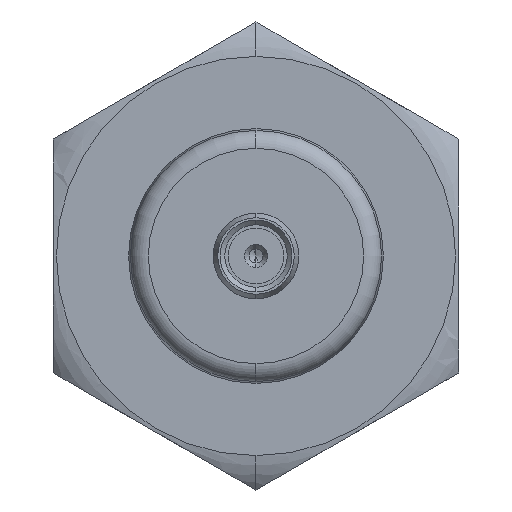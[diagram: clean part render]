
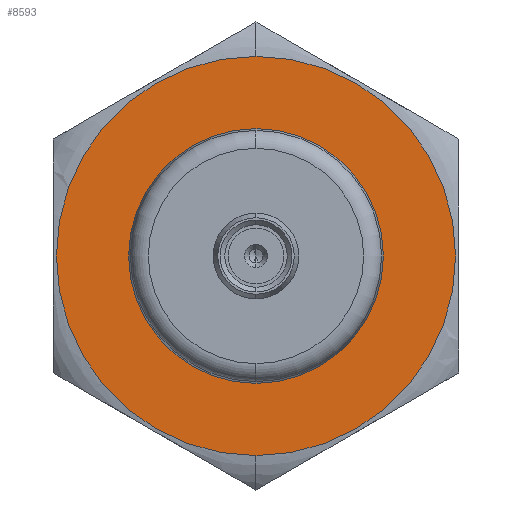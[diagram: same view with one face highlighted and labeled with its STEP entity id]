
A CAD part, left-side view. The second image highlights one B-rep face of the part: STEP entity #8593.
In plain terms, the highlighted planar face has unit normal (-1, 0, 0).
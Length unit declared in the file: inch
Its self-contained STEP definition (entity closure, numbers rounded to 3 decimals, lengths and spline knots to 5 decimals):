
#297 = EDGE_CURVE ( 'NONE', #3396, #3395, #7815, .T. ) ;
#475 = DIRECTION ( 'NONE',  ( 0., 0., 1. ) ) ;
#482 = DIRECTION ( 'NONE',  ( -1., 0., 0. ) ) ;
#657 = CARTESIAN_POINT ( 'NONE',  ( -0.70079, 0., 0. ) ) ;
#1038 = EDGE_CURVE ( 'NONE', #7368, #7318, #8172, .T. ) ;
#1111 = EDGE_CURVE ( 'NONE', #3395, #3396, #8246, .T. ) ;
#1196 = AXIS2_PLACEMENT_3D ( 'NONE', #7255, #7261, #7265 ) ;
#1327 = AXIS2_PLACEMENT_3D ( 'NONE', #657, #482, #475 ) ;
#1372 = FACE_BOUND ( 'NONE', #6861, .T. ) ;
#1373 = FACE_OUTER_BOUND ( 'NONE', #6867, .T. ) ;
#1982 = DIRECTION ( 'NONE',  ( 0., 0., 1. ) ) ;
#2001 = PLANE ( 'NONE',  #3943 ) ;
#2143 = DIRECTION ( 'NONE',  ( -1., 0., 0. ) ) ;
#2162 = CARTESIAN_POINT ( 'NONE',  ( -0.70079, 0., 0. ) ) ;
#2969 = DIRECTION ( 'NONE',  ( -1., 0., 0. ) ) ;
#3042 = DIRECTION ( 'NONE',  ( 0., 0., 1. ) ) ;
#3063 = CARTESIAN_POINT ( 'NONE',  ( -0.70079, 0., 0. ) ) ;
#3395 = VERTEX_POINT ( 'NONE', #6309 ) ;
#3396 = VERTEX_POINT ( 'NONE', #6282 ) ;
#3943 = AXIS2_PLACEMENT_3D ( 'NONE', #2162, #2143, #1982 ) ;
#4843 = EDGE_CURVE ( 'NONE', #7318, #7368, #8732, .T. ) ;
#5033 = AXIS2_PLACEMENT_3D ( 'NONE', #8344, #8347, #8345 ) ;
#5075 = AXIS2_PLACEMENT_3D ( 'NONE', #3063, #2969, #3042 ) ;
#5664 = CARTESIAN_POINT ( 'NONE',  ( -0.70079, 0., -0.21654 ) ) ;
#5730 = CARTESIAN_POINT ( 'NONE',  ( -0.70079, 0., 0.21654 ) ) ;
#6282 = CARTESIAN_POINT ( 'NONE',  ( -0.70079, 0., -0.33935 ) ) ;
#6309 = CARTESIAN_POINT ( 'NONE',  ( -0.70079, 0., 0.33935 ) ) ;
#6861 = EDGE_LOOP ( 'NONE', ( #7038, #7086 ) ) ;
#6867 = EDGE_LOOP ( 'NONE', ( #7036, #7044 ) ) ;
#7036 = ORIENTED_EDGE ( 'NONE', *, *, #1111, .T. ) ;
#7038 = ORIENTED_EDGE ( 'NONE', *, *, #4843, .F. ) ;
#7044 = ORIENTED_EDGE ( 'NONE', *, *, #297, .T. ) ;
#7086 = ORIENTED_EDGE ( 'NONE', *, *, #1038, .F. ) ;
#7255 = CARTESIAN_POINT ( 'NONE',  ( -0.70079, 0., 0. ) ) ;
#7261 = DIRECTION ( 'NONE',  ( -1., 0., 0. ) ) ;
#7265 = DIRECTION ( 'NONE',  ( 0., 0., 1. ) ) ;
#7318 = VERTEX_POINT ( 'NONE', #5664 ) ;
#7368 = VERTEX_POINT ( 'NONE', #5730 ) ;
#7815 = CIRCLE ( 'NONE', #1196, 0.33935 ) ;
#8172 = CIRCLE ( 'NONE', #1327, 0.21654 ) ;
#8246 = CIRCLE ( 'NONE', #5033, 0.33935 ) ;
#8344 = CARTESIAN_POINT ( 'NONE',  ( -0.70079, 0., 0. ) ) ;
#8345 = DIRECTION ( 'NONE',  ( 0., 0., 1. ) ) ;
#8347 = DIRECTION ( 'NONE',  ( -1., 0., 0. ) ) ;
#8593 = ADVANCED_FACE ( 'NONE', ( #1372, #1373 ), #2001, .T. ) ;
#8732 = CIRCLE ( 'NONE', #5075, 0.21654 ) ;
